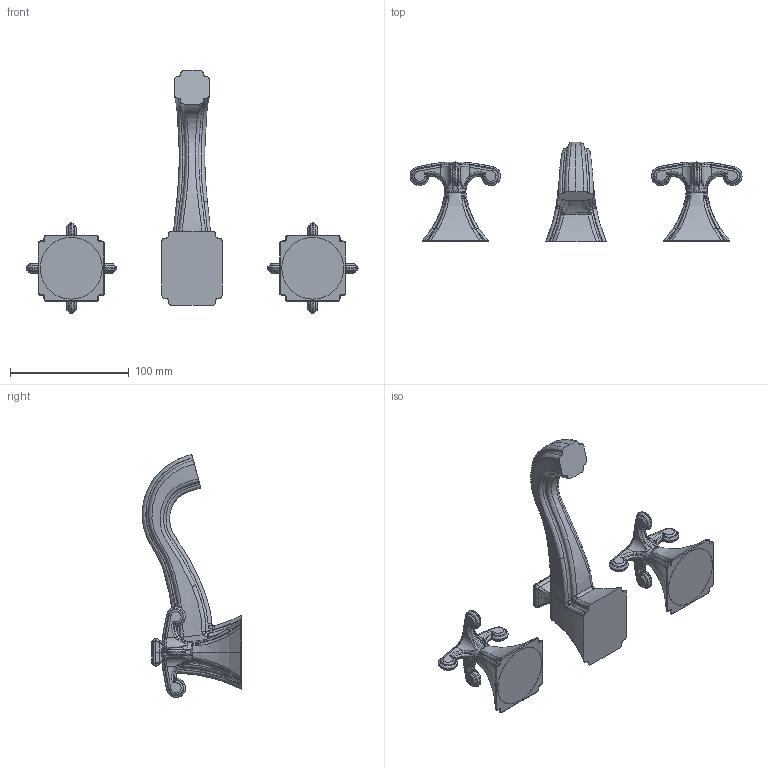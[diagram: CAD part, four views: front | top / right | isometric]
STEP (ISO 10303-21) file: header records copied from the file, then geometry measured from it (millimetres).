
FILE_DESCRIPTION((''),'2;1');
FILE_NAME('2520','2020-11-27T13:38:45',('jinson.thomas'),(''),'CREO PARAMETRIC BY PTC INC, 2018400','CREO PARAMETRIC BY PTC INC, 2018400','');
FILE_SCHEMA(('CONFIG_CONTROL_DESIGN'));
Products named in the file (1): 2520
Bounding box: 279.38 x 83.64 x 204.5 mm (x, y, z)
Volume: 301649.9 mm3; surface area: 57072.3 mm2
Topology: 3 solids, 3 shells, 844 faces, 1933 edges, 1087 vertices
Faces by surface type: bspline 650, cylinder 83, plane 37, sphere 32, torus 32, extrusion 10
Entity records: 65290 total; most frequent: CARTESIAN_POINT 51217, ORIENTED_EDGE 3834, EDGE_CURVE 1917, DIRECTION 1520, B_SPLINE_CURVE_WITH_KNOTS 1271, VERTEX_POINT 1087, EDGE_LOOP 852, FACE_OUTER_BOUND 844
